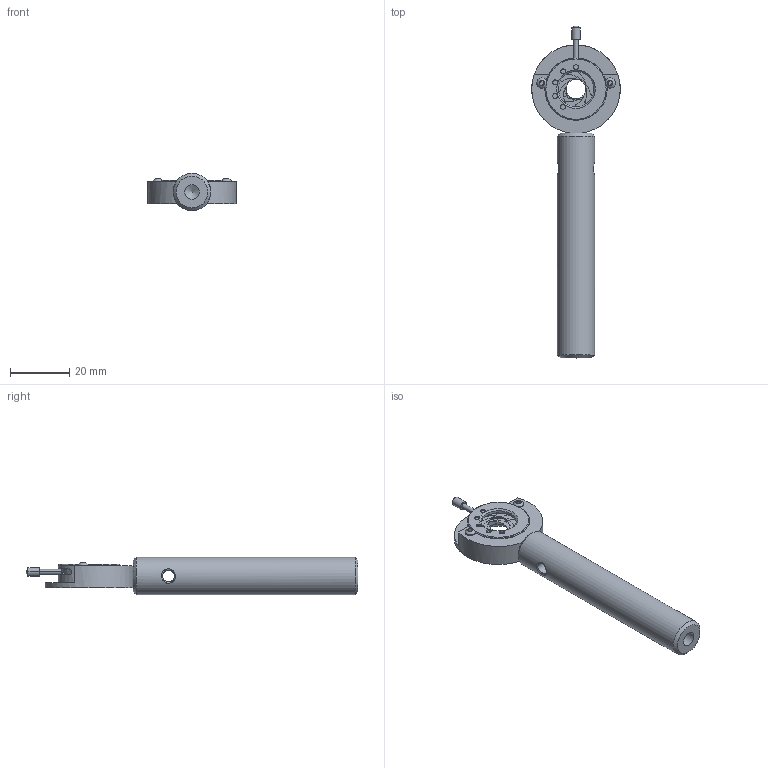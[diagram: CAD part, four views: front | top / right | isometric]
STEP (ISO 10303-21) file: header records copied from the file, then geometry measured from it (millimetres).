
FILE_DESCRIPTION (( 'STEP AP203' ), '1' );
FILE_NAME ('ID0012M.STEP', '2023-07-31T06:53:57', ( '' ), ( '' ), 'SwSTEP 2.0', 'SolidWorks 2022', '' );
FILE_SCHEMA (( 'CONFIG_CONTROL_DESIGN' ));
Length unit declared in the file: millimetre
Products named in the file (1): ID0012M
Bounding box: 30 x 112.48 x 12.7 mm (x, y, z)
Volume: 12579.5 mm3; surface area: 9553.2 mm2
Topology: 18 solids, 18 shells, 308 faces, 723 edges, 477 vertices
Faces by surface type: cylinder 162, plane 130, cone 10, sphere 4, bspline 2
Full cylindrical faces by diameter (mm): 1.6 x2, 2 x2, 3.3 x2, 3.5 x2, 4 x1, 5 x1, 12.7 x1, 15 x1, 21.1 x1
Entity records: 9441 total; most frequent: CARTESIAN_POINT 2038, DIRECTION 1658, ORIENTED_EDGE 1388, EDGE_CURVE 694, AXIS2_PLACEMENT_3D 673, VERTEX_POINT 471, EDGE_LOOP 391, CIRCLE 366
